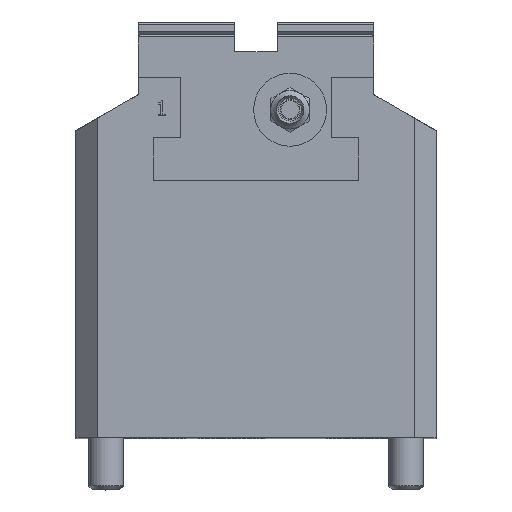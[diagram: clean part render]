
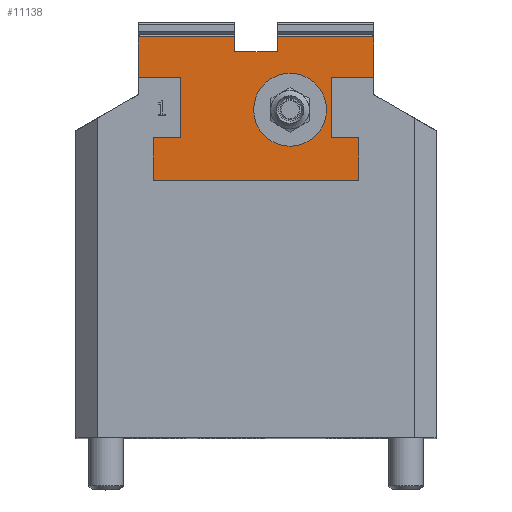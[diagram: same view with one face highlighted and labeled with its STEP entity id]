
A CAD part, top view. The second image highlights one B-rep face of the part: STEP entity #11138.
In plain terms, the highlighted face is planar.
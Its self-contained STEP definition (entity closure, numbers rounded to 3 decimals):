
#645=CIRCLE('',#12187,8.5);
#762=FACE_BOUND('',#1992,.T.);
#1311=FACE_OUTER_BOUND('',#1991,.T.);
#1991=EDGE_LOOP('',(#9154,#9155,#9156,#9157,#9158,#9159,#9160,#9161,#9162,
#9163,#9164,#9165,#9166,#9167,#9168,#9169));
#1992=EDGE_LOOP('',(#9170));
#2957=LINE('',#18209,#3983);
#2958=LINE('',#18211,#3984);
#2959=LINE('',#18213,#3985);
#2960=LINE('',#18215,#3986);
#2961=LINE('',#18217,#3987);
#2962=LINE('',#18219,#3988);
#2963=LINE('',#18221,#3989);
#2964=LINE('',#18223,#3990);
#2965=LINE('',#18225,#3991);
#2966=LINE('',#18227,#3992);
#2967=LINE('',#18229,#3993);
#2968=LINE('',#18231,#3994);
#2969=LINE('',#18233,#3995);
#2970=LINE('',#18235,#3996);
#2971=LINE('',#18237,#3997);
#2972=LINE('',#18238,#3998);
#3983=VECTOR('',#14804,10.);
#3984=VECTOR('',#14805,10.);
#3985=VECTOR('',#14806,10.);
#3986=VECTOR('',#14807,10.);
#3987=VECTOR('',#14808,10.);
#3988=VECTOR('',#14809,10.);
#3989=VECTOR('',#14810,10.);
#3990=VECTOR('',#14811,10.);
#3991=VECTOR('',#14812,10.);
#3992=VECTOR('',#14813,10.);
#3993=VECTOR('',#14814,10.);
#3994=VECTOR('',#14815,10.);
#3995=VECTOR('',#14816,10.);
#3996=VECTOR('',#14817,10.);
#3997=VECTOR('',#14818,10.);
#3998=VECTOR('',#14819,10.);
#4973=VERTEX_POINT('',#18207);
#4974=VERTEX_POINT('',#18208);
#4975=VERTEX_POINT('',#18210);
#4976=VERTEX_POINT('',#18212);
#4977=VERTEX_POINT('',#18214);
#4978=VERTEX_POINT('',#18216);
#4979=VERTEX_POINT('',#18218);
#4980=VERTEX_POINT('',#18220);
#4981=VERTEX_POINT('',#18222);
#4982=VERTEX_POINT('',#18224);
#4983=VERTEX_POINT('',#18226);
#4984=VERTEX_POINT('',#18228);
#4985=VERTEX_POINT('',#18230);
#4986=VERTEX_POINT('',#18232);
#4987=VERTEX_POINT('',#18234);
#4988=VERTEX_POINT('',#18236);
#4989=VERTEX_POINT('',#18239);
#6392=EDGE_CURVE('',#4973,#4974,#2957,.T.);
#6393=EDGE_CURVE('',#4974,#4975,#2958,.T.);
#6394=EDGE_CURVE('',#4976,#4975,#2959,.T.);
#6395=EDGE_CURVE('',#4977,#4976,#2960,.T.);
#6396=EDGE_CURVE('',#4978,#4977,#2961,.T.);
#6397=EDGE_CURVE('',#4978,#4979,#2962,.T.);
#6398=EDGE_CURVE('',#4979,#4980,#2963,.T.);
#6399=EDGE_CURVE('',#4980,#4981,#2964,.T.);
#6400=EDGE_CURVE('',#4982,#4981,#2965,.T.);
#6401=EDGE_CURVE('',#4983,#4982,#2966,.T.);
#6402=EDGE_CURVE('',#4984,#4983,#2967,.T.);
#6403=EDGE_CURVE('',#4984,#4985,#2968,.T.);
#6404=EDGE_CURVE('',#4985,#4986,#2969,.T.);
#6405=EDGE_CURVE('',#4986,#4987,#2970,.T.);
#6406=EDGE_CURVE('',#4988,#4987,#2971,.T.);
#6407=EDGE_CURVE('',#4988,#4973,#2972,.T.);
#6408=EDGE_CURVE('',#4989,#4989,#645,.T.);
#9154=ORIENTED_EDGE('',*,*,#6392,.T.);
#9155=ORIENTED_EDGE('',*,*,#6393,.T.);
#9156=ORIENTED_EDGE('',*,*,#6394,.F.);
#9157=ORIENTED_EDGE('',*,*,#6395,.F.);
#9158=ORIENTED_EDGE('',*,*,#6396,.F.);
#9159=ORIENTED_EDGE('',*,*,#6397,.T.);
#9160=ORIENTED_EDGE('',*,*,#6398,.T.);
#9161=ORIENTED_EDGE('',*,*,#6399,.T.);
#9162=ORIENTED_EDGE('',*,*,#6400,.F.);
#9163=ORIENTED_EDGE('',*,*,#6401,.F.);
#9164=ORIENTED_EDGE('',*,*,#6402,.F.);
#9165=ORIENTED_EDGE('',*,*,#6403,.T.);
#9166=ORIENTED_EDGE('',*,*,#6404,.T.);
#9167=ORIENTED_EDGE('',*,*,#6405,.T.);
#9168=ORIENTED_EDGE('',*,*,#6406,.F.);
#9169=ORIENTED_EDGE('',*,*,#6407,.T.);
#9170=ORIENTED_EDGE('',*,*,#6408,.T.);
#9974=PLANE('',#12186);
#11138=ADVANCED_FACE('',(#1311,#762),#9974,.T.);
#12186=AXIS2_PLACEMENT_3D('',#18206,#14802,#14803);
#12187=AXIS2_PLACEMENT_3D('',#18240,#14820,#14821);
#14802=DIRECTION('center_axis',(0.,1.,0.));
#14803=DIRECTION('ref_axis',(-1.,0.,0.));
#14804=DIRECTION('',(1.,0.,0.));
#14805=DIRECTION('',(0.,0.,1.));
#14806=DIRECTION('',(1.,0.,0.));
#14807=DIRECTION('',(0.,0.,-1.));
#14808=DIRECTION('',(-1.,0.,0.));
#14809=DIRECTION('',(0.,0.,-1.));
#14810=DIRECTION('',(1.,0.,0.));
#14811=DIRECTION('',(0.,0.,1.));
#14812=DIRECTION('',(-1.,0.,0.));
#14813=DIRECTION('',(0.,0.,1.));
#14814=DIRECTION('',(1.,0.,0.));
#14815=DIRECTION('',(0.,0.,-1.));
#14816=DIRECTION('',(1.,0.,0.));
#14817=DIRECTION('',(0.,0.,-1.));
#14818=DIRECTION('',(1.,0.,0.));
#14819=DIRECTION('',(0.,0.,1.));
#14820=DIRECTION('center_axis',(0.,-1.,0.));
#14821=DIRECTION('ref_axis',(-1.,0.,0.));
#18206=CARTESIAN_POINT('Origin',(-1.603,0.149,38.845));
#18207=CARTESIAN_POINT('',(-25.427,0.149,21.647));
#18208=CARTESIAN_POINT('',(-18.977,0.149,21.647));
#18209=CARTESIAN_POINT('',(-13.515,0.149,21.647));
#18210=CARTESIAN_POINT('',(-18.977,0.149,35.647));
#18211=CARTESIAN_POINT('',(-18.977,0.149,30.246));
#18212=CARTESIAN_POINT('',(-28.977,0.149,35.647));
#18213=CARTESIAN_POINT('',(-28.977,0.149,35.647));
#18214=CARTESIAN_POINT('',(-28.977,0.149,45.147));
#18215=CARTESIAN_POINT('',(-28.977,0.149,66.647));
#18216=CARTESIAN_POINT('',(-6.477,0.149,45.147));
#18217=CARTESIAN_POINT('',(-15.29,0.149,45.147));
#18218=CARTESIAN_POINT('',(-6.477,0.149,41.647));
#18219=CARTESIAN_POINT('',(-6.477,0.149,45.246));
#18220=CARTESIAN_POINT('',(3.523,0.149,41.647));
#18221=CARTESIAN_POINT('',(-4.04,0.149,41.647));
#18222=CARTESIAN_POINT('',(3.523,0.149,45.147));
#18223=CARTESIAN_POINT('',(3.523,0.149,40.246));
#18224=CARTESIAN_POINT('',(26.023,0.149,45.147));
#18225=CARTESIAN_POINT('',(-15.29,0.149,45.147));
#18226=CARTESIAN_POINT('',(26.023,0.149,35.647));
#18227=CARTESIAN_POINT('',(26.023,0.149,35.647));
#18228=CARTESIAN_POINT('',(16.023,0.149,35.647));
#18229=CARTESIAN_POINT('',(16.423,0.149,35.647));
#18230=CARTESIAN_POINT('',(16.023,0.149,21.647));
#18231=CARTESIAN_POINT('',(16.023,0.149,37.246));
#18232=CARTESIAN_POINT('',(22.473,0.149,21.647));
#18233=CARTESIAN_POINT('',(16.423,0.149,21.647));
#18234=CARTESIAN_POINT('',(22.473,0.149,11.647));
#18235=CARTESIAN_POINT('',(22.473,0.149,21.647));
#18236=CARTESIAN_POINT('',(-25.427,0.149,11.647));
#18237=CARTESIAN_POINT('',(-1.477,0.149,11.647));
#18238=CARTESIAN_POINT('',(-25.427,0.149,11.647));
#18239=CARTESIAN_POINT('',(-0.927,0.149,28.147));
#18240=CARTESIAN_POINT('Origin',(-9.427,0.149,28.147));
